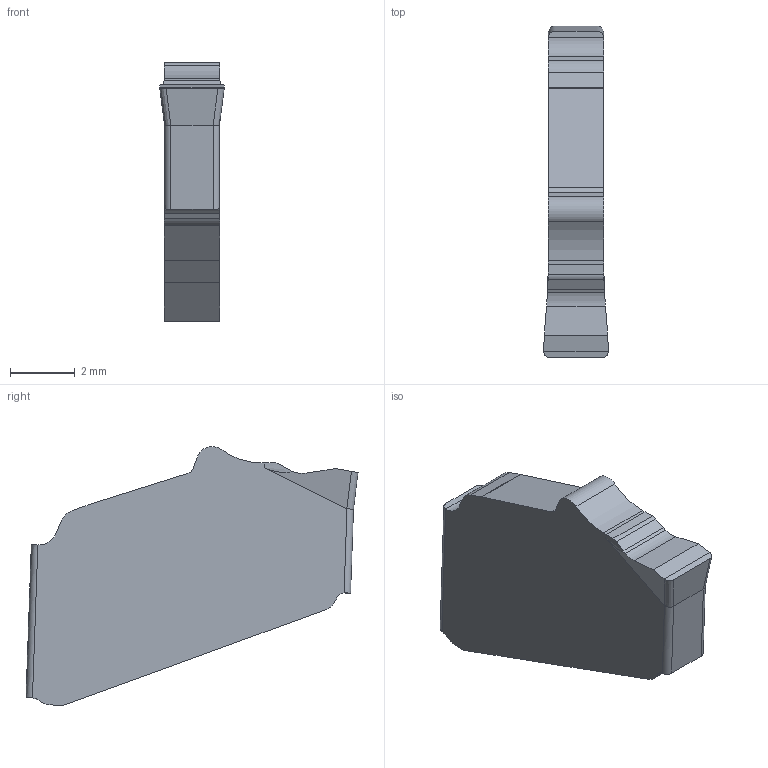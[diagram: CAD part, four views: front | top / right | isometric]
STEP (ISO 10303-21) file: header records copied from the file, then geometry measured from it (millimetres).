
FILE_DESCRIPTION((''),'2;1');
FILE_NAME('GW1M0200D020N-GM','2021-03-01T10:07:04',('tlyad09'),('PTC Japan'),'CREO PARAMETRIC BY PTC INC, 2018500','CREO PARAMETRIC BY PTC INC, 2018500','');
FILE_SCHEMA(('AUTOMOTIVE_DESIGN { 1 0 10303 214 1 1 1 1 }'));
Length unit declared in the file: millimetre
Products named in the file (1): GW1M0200D020N-GM
Bounding box: 2 x 10.25 x 7.99 mm (x, y, z)
Volume: 91.7 mm3; surface area: 159.2 mm2
Topology: 1 solids, 1 shells, 58 faces, 198 edges, 140 vertices
Faces by surface type: plane 25, cylinder 16, bspline 12, extrusion 5
Entity records: 3842 total; most frequent: CARTESIAN_POINT 890, ORIENTED_EDGE 308, DIRECTION 281, PRESENTATION_STYLE_ASSIGNMENT 262, STYLED_ITEM 204, CURVE_STYLE 203, EDGE_CURVE 154, VECTOR 117
